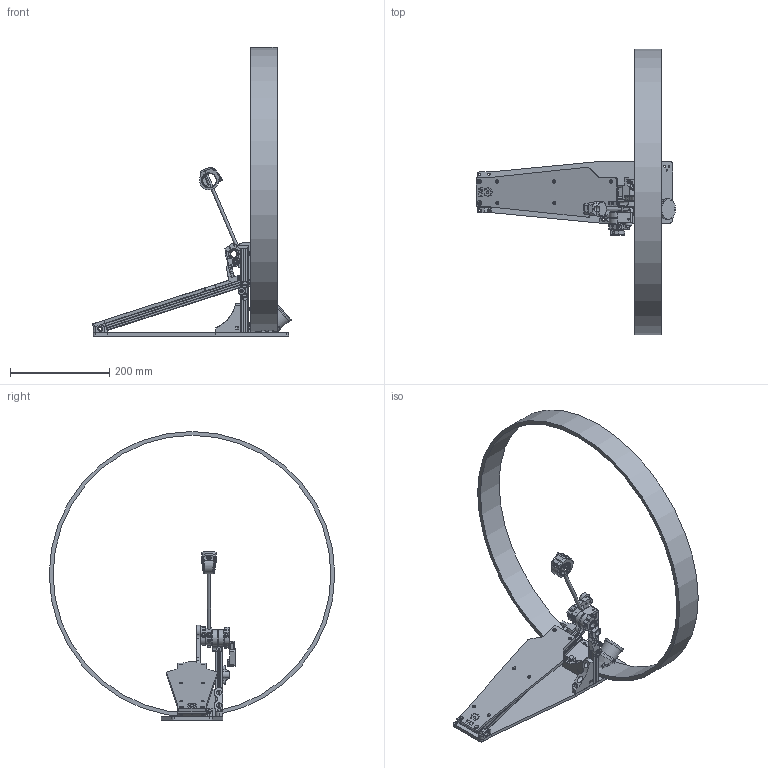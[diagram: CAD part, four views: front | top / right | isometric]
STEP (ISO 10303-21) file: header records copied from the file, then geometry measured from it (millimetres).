
FILE_DESCRIPTION(/* description */ ('STEP AP242','CAx-IF Rec.Pracs.---Representation and Presentation of Product Manufacturing Information (PMI)---4.0---2014-10-13','CAx-IF Rec.Pracs.---3D Tessellated Geometry---0.4---2014-09-14','2;1'),/* implementation_level */ '2;1');
FILE_NAME(/* name */ '617405a0205d714127964b59',/* time_stamp */ '2021-10-23T12:52:52+00:00',/* author */ (''),/* organization */ (''),/* preprocessor_version */ 'ST-DEVELOPER v18.1',/* originating_system */ ' ',/* authorisation */ ' ');
FILE_SCHEMA (('AP242_MANAGED_MODEL_BASED_3D_ENGINEERING_MIM_LF { 1 0 10303 442 1 1 4 }'));
Length unit declared in the file: metre
Products named in the file (29): DP - Velcro; DP - Beater; DP - Beater Rotate; DP - Beater - Shaft; DP - SelfKick Trigger; DP - SelfKick Foam; DP - SelfKick; DP - Feet - Strengthener Length; DP - Spring Adjust Slider; DP - Spring Adjust Bearing; DP - Fixed Spring Holder; DP - Strengthener Width; DP - Bearing Mount; DP - Shaft Spring Knurl; DP - Shaft Spring; DP - Shaft Arm; DP - Shaft - Beater Holder; DP - Shaft Spacer Short; DP - Shaft Spacer Long; DP - Shaft Tube; DP - Board; DP - Base; DP - Heel Shaft; DP - Link Base; DP - Heel Shaft Base; DP - Link; DP - Board Tube; DP - Frame Tube - Floor; !REF - Hoop
Bounding box: 400.49 x 574.4 x 581.4 mm (x, y, z)
Volume: 1422986.9 mm3; surface area: 521420.7 mm2
Topology: 29 solids, 29 shells, 1573 faces, 4480 edges, 2988 vertices
Faces by surface type: cylinder 913, plane 489, bspline 119, cone 46, torus 6
Full cylindrical faces by diameter (mm): 2.5 x6, 3.174 x6, 3.2 x2, 3.4 x21, 3.5 x5, 4 x2, 4.4 x5, 4.5 x31, 4.6 x1, 5.6 x5, 6 x3, 6.18 x3, 6.5 x5, 6.68 x1, 6.72 x1, 10 x5, 10.5 x1, 13 x1, 13.06 x3, 15 x1, 15.04 x2, 15.6 x2, 19.25 x2, 21.75 x1, 24 x2, 38.1 x2, 42.1 x2, 558.8 x1, 574.4 x1
Entity records: 53895 total; most frequent: CARTESIAN_POINT 12687, ORIENTED_EDGE 8430, DIRECTION 7982, EDGE_CURVE 4215, AXIS2_PLACEMENT_3D 3007, VERTEX_POINT 2893, LINE 1968, VECTOR 1968
